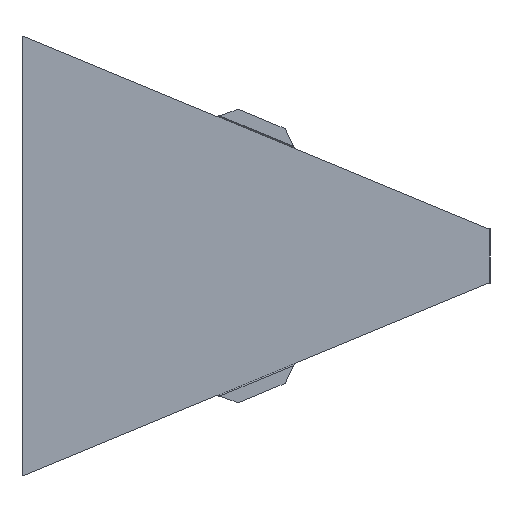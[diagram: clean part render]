
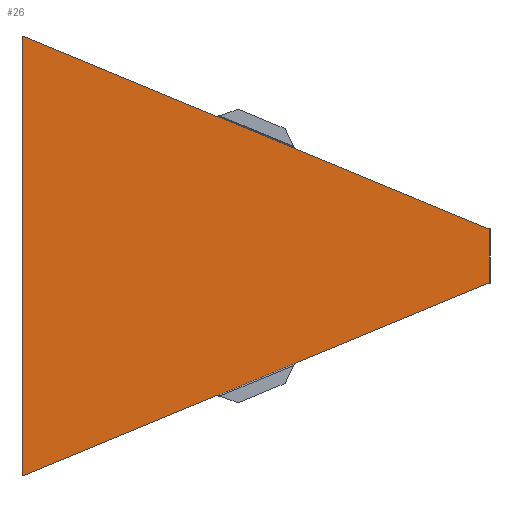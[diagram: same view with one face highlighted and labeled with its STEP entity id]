
A CAD part, front view. The second image highlights one B-rep face of the part: STEP entity #26.
In plain terms, the highlighted planar face has unit normal (0, -1, 0).
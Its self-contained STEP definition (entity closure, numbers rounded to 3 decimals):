
#3 = LINE ( 'NONE', #982, #46 ) ;
#4 = DIRECTION ( 'NONE',  ( 0., 1., 0. ) ) ;
#11 = DIRECTION ( 'NONE',  ( 0., 0., 1. ) ) ;
#15 = EDGE_CURVE ( 'NONE', #1288, #1439, #431, .T. ) ;
#26 = ADVANCED_FACE ( 'NONE', ( #716 ), #824, .F. ) ;
#46 = VECTOR ( 'NONE', #1134, 1000. ) ;
#69 = EDGE_CURVE ( 'NONE', #1580, #168, #678, .T. ) ;
#70 = EDGE_CURVE ( 'NONE', #781, #1288, #1660, .T. ) ;
#86 = LINE ( 'NONE', #339, #405 ) ;
#93 = CARTESIAN_POINT ( 'NONE',  ( 276.3, -0.7, 303.5 ) ) ;
#99 = ORIENTED_EDGE ( 'NONE', *, *, #15, .T. ) ;
#101 = EDGE_CURVE ( 'NONE', #1170, #1276, #591, .T. ) ;
#102 = CARTESIAN_POINT ( 'NONE',  ( 45.935, -0.7, -127.295 ) ) ;
#105 = ORIENTED_EDGE ( 'NONE', *, *, #1290, .F. ) ;
#110 = CARTESIAN_POINT ( 'NONE',  ( 275.3, -0.7, 32. ) ) ;
#111 = DIRECTION ( 'NONE',  ( 0., 0., -1. ) ) ;
#115 = CARTESIAN_POINT ( 'NONE',  ( 45.821, -0.7, -127.502 ) ) ;
#130 = VECTOR ( 'NONE', #111, 1000. ) ;
#139 = ORIENTED_EDGE ( 'NONE', *, *, #1157, .T. ) ;
#161 = LINE ( 'NONE', #93, #130 ) ;
#167 = VERTEX_POINT ( 'NONE', #1460 ) ;
#168 = VERTEX_POINT ( 'NONE', #670 ) ;
#209 = B_SPLINE_CURVE_WITH_KNOTS ( 'NONE', 3,
 ( #687, #634, #615, #693 ),
 .UNSPECIFIED., .F., .F.,
 ( 4, 4 ),
 ( 0.006, 0.006 ),
 .UNSPECIFIED. ) ;
#215 = CARTESIAN_POINT ( 'NONE',  ( 276.3, -0.7, 32. ) ) ;
#241 = CARTESIAN_POINT ( 'NONE',  ( 275.3, -0.7, -32. ) ) ;
#244 = EDGE_CURVE ( 'NONE', #781, #852, #344, .T. ) ;
#271 = CARTESIAN_POINT ( 'NONE',  ( -276.3, -0.7, 260.066 ) ) ;
#309 = CARTESIAN_POINT ( 'NONE',  ( 46.194, -0.7, -126.899 ) ) ;
#330 = CARTESIAN_POINT ( 'NONE',  ( 275.3, -0.7, 32. ) ) ;
#339 = CARTESIAN_POINT ( 'NONE',  ( 275.3, -0.7, -32. ) ) ;
#341 = EDGE_CURVE ( 'NONE', #1487, #1459, #209, .T. ) ;
#344 = B_SPLINE_CURVE_WITH_KNOTS ( 'NONE', 3,
 ( #309, #835, #102, #115 ),
 .UNSPECIFIED., .F., .F.,
 ( 4, 4 ),
 ( 0.006, 0.006 ),
 .UNSPECIFIED. ) ;
#371 = CARTESIAN_POINT ( 'NONE',  ( -275.3, -0.7, 260.066 ) ) ;
#374 = DIRECTION ( 'NONE',  ( 0.924, 0., 0.383 ) ) ;
#380 = VECTOR ( 'NONE', #1096, 1000. ) ;
#405 = VECTOR ( 'NONE', #374, 1000. ) ;
#431 = LINE ( 'NONE', #701, #766 ) ;
#446 = ORIENTED_EDGE ( 'NONE', *, *, #70, .T. ) ;
#454 = ORIENTED_EDGE ( 'NONE', *, *, #962, .T. ) ;
#462 = CARTESIAN_POINT ( 'NONE',  ( -275.3, -0.7, -260.066 ) ) ;
#525 = VECTOR ( 'NONE', #968, 1000. ) ;
#543 = VECTOR ( 'NONE', #816, 1000. ) ;
#545 = CARTESIAN_POINT ( 'NONE',  ( 45.821, -0.7, 127.502 ) ) ;
#559 = LINE ( 'NONE', #772, #1193 ) ;
#591 = LINE ( 'NONE', #371, #1268 ) ;
#615 = CARTESIAN_POINT ( 'NONE',  ( -45.731, -0.7, -165.264 ) ) ;
#633 = VECTOR ( 'NONE', #669, 1000. ) ;
#634 = CARTESIAN_POINT ( 'NONE',  ( -45.963, -0.7, -165.216 ) ) ;
#643 = EDGE_CURVE ( 'NONE', #1403, #1170, #1568, .T. ) ;
#669 = DIRECTION ( 'NONE',  ( 0.924, 0., 0.383 ) ) ;
#670 = CARTESIAN_POINT ( 'NONE',  ( 46.194, -0.7, 126.899 ) ) ;
#678 = LINE ( 'NONE', #1408, #1311 ) ;
#684 = CARTESIAN_POINT ( 'NONE',  ( -277., -0.7, 303.5 ) ) ;
#687 = CARTESIAN_POINT ( 'NONE',  ( -46.194, -0.7, -165.167 ) ) ;
#689 = B_SPLINE_CURVE_WITH_KNOTS ( 'NONE', 3,
 ( #1536, #1461, #1444, #545 ),
 .UNSPECIFIED., .F., .F.,
 ( 4, 4 ),
 ( 0.006, 0.006 ),
 .UNSPECIFIED. ) ;
#693 = CARTESIAN_POINT ( 'NONE',  ( -45.504, -0.7, -165.33 ) ) ;
#696 = VERTEX_POINT ( 'NONE', #952 ) ;
#697 = EDGE_LOOP ( 'NONE', ( #1160, #1510, #139, #1470, #1118, #791, #454, #105, #1435, #745, #1465, #1114, #446, #99, #1432, #1079 ) ) ;
#699 = B_SPLINE_CURVE_WITH_KNOTS ( 'NONE', 3,
 ( #1228, #742, #1411, #1383 ),
 .UNSPECIFIED., .F., .F.,
 ( 4, 4 ),
 ( 0.006, 0.006 ),
 .UNSPECIFIED. ) ;
#701 = CARTESIAN_POINT ( 'NONE',  ( 275.3, -0.7, -32. ) ) ;
#707 = CARTESIAN_POINT ( 'NONE',  ( 275.3, -0.7, -32. ) ) ;
#716 = FACE_OUTER_BOUND ( 'NONE', #697, .T. ) ;
#720 = DIRECTION ( 'NONE',  ( -0.924, 0., 0.383 ) ) ;
#742 = CARTESIAN_POINT ( 'NONE',  ( -45.963, -0.7, 165.216 ) ) ;
#745 = ORIENTED_EDGE ( 'NONE', *, *, #341, .T. ) ;
#749 = VERTEX_POINT ( 'NONE', #1195 ) ;
#766 = VECTOR ( 'NONE', #849, 1000. ) ;
#772 = CARTESIAN_POINT ( 'NONE',  ( -77.342, -0.7, -178.517 ) ) ;
#781 = VERTEX_POINT ( 'NONE', #1625 ) ;
#791 = ORIENTED_EDGE ( 'NONE', *, *, #101, .T. ) ;
#795 = EDGE_CURVE ( 'NONE', #1595, #1439, #161, .T. ) ;
#796 = DIRECTION ( 'NONE',  ( -1., 0., 0. ) ) ;
#816 = DIRECTION ( 'NONE',  ( -0.924, 0., 0.383 ) ) ;
#824 = PLANE ( 'NONE',  #843 ) ;
#833 = DIRECTION ( 'NONE',  ( 0.924, 0., 0.383 ) ) ;
#835 = CARTESIAN_POINT ( 'NONE',  ( 46.065, -0.7, -127.097 ) ) ;
#843 = AXIS2_PLACEMENT_3D ( 'NONE', #684, #4, #11 ) ;
#849 = DIRECTION ( 'NONE',  ( 1., 0., 0. ) ) ;
#852 = VERTEX_POINT ( 'NONE', #1139 ) ;
#857 = DIRECTION ( 'NONE',  ( 1., 0., 0. ) ) ;
#874 = LINE ( 'NONE', #896, #525 ) ;
#880 = EDGE_CURVE ( 'NONE', #1041, #1487, #86, .T. ) ;
#896 = CARTESIAN_POINT ( 'NONE',  ( -291.949, -0.7, 267.41 ) ) ;
#952 = CARTESIAN_POINT ( 'NONE',  ( -45.504, -0.7, 165.33 ) ) ;
#962 = EDGE_CURVE ( 'NONE', #1276, #749, #3, .T. ) ;
#964 = EDGE_CURVE ( 'NONE', #1580, #1595, #1376, .T. ) ;
#968 = DIRECTION ( 'NONE',  ( -0.924, 0., 0.383 ) ) ;
#982 = CARTESIAN_POINT ( 'NONE',  ( -276.3, -0.7, 303.5 ) ) ;
#989 = VECTOR ( 'NONE', #857, 1000. ) ;
#1006 = LINE ( 'NONE', #1089, #380 ) ;
#1041 = VERTEX_POINT ( 'NONE', #462 ) ;
#1079 = ORIENTED_EDGE ( 'NONE', *, *, #964, .F. ) ;
#1089 = CARTESIAN_POINT ( 'NONE',  ( -277., -0.7, -260.066 ) ) ;
#1096 = DIRECTION ( 'NONE',  ( -1., 0., 0. ) ) ;
#1114 = ORIENTED_EDGE ( 'NONE', *, *, #244, .F. ) ;
#1118 = ORIENTED_EDGE ( 'NONE', *, *, #643, .T. ) ;
#1124 = EDGE_CURVE ( 'NONE', #1459, #852, #559, .T. ) ;
#1134 = DIRECTION ( 'NONE',  ( 0., 0., -1. ) ) ;
#1139 = CARTESIAN_POINT ( 'NONE',  ( 45.821, -0.7, -127.502 ) ) ;
#1157 = EDGE_CURVE ( 'NONE', #167, #696, #874, .T. ) ;
#1160 = ORIENTED_EDGE ( 'NONE', *, *, #69, .T. ) ;
#1170 = VERTEX_POINT ( 'NONE', #1238 ) ;
#1179 = CARTESIAN_POINT ( 'NONE',  ( -46.194, -0.7, 165.167 ) ) ;
#1193 = VECTOR ( 'NONE', #833, 1000. ) ;
#1195 = CARTESIAN_POINT ( 'NONE',  ( -276.3, -0.7, -260.066 ) ) ;
#1228 = CARTESIAN_POINT ( 'NONE',  ( -46.194, -0.7, 165.167 ) ) ;
#1234 = EDGE_CURVE ( 'NONE', #1403, #696, #699, .T. ) ;
#1238 = CARTESIAN_POINT ( 'NONE',  ( -275.3, -0.7, 260.066 ) ) ;
#1268 = VECTOR ( 'NONE', #796, 1000. ) ;
#1276 = VERTEX_POINT ( 'NONE', #271 ) ;
#1283 = CARTESIAN_POINT ( 'NONE',  ( -45.504, -0.7, -165.33 ) ) ;
#1288 = VERTEX_POINT ( 'NONE', #241 ) ;
#1290 = EDGE_CURVE ( 'NONE', #1041, #749, #1006, .T. ) ;
#1311 = VECTOR ( 'NONE', #720, 1000. ) ;
#1337 = CARTESIAN_POINT ( 'NONE',  ( -46.194, -0.7, -165.167 ) ) ;
#1376 = LINE ( 'NONE', #1380, #989 ) ;
#1380 = CARTESIAN_POINT ( 'NONE',  ( -277., -0.7, 32. ) ) ;
#1383 = CARTESIAN_POINT ( 'NONE',  ( -45.504, -0.7, 165.33 ) ) ;
#1403 = VERTEX_POINT ( 'NONE', #1179 ) ;
#1408 = CARTESIAN_POINT ( 'NONE',  ( 275.3, -0.7, 32. ) ) ;
#1411 = CARTESIAN_POINT ( 'NONE',  ( -45.731, -0.7, 165.264 ) ) ;
#1432 = ORIENTED_EDGE ( 'NONE', *, *, #795, .F. ) ;
#1433 = CARTESIAN_POINT ( 'NONE',  ( 276.3, -0.7, -32. ) ) ;
#1435 = ORIENTED_EDGE ( 'NONE', *, *, #880, .T. ) ;
#1439 = VERTEX_POINT ( 'NONE', #1433 ) ;
#1444 = CARTESIAN_POINT ( 'NONE',  ( 45.935, -0.7, 127.295 ) ) ;
#1459 = VERTEX_POINT ( 'NONE', #1283 ) ;
#1460 = CARTESIAN_POINT ( 'NONE',  ( 45.821, -0.7, 127.502 ) ) ;
#1461 = CARTESIAN_POINT ( 'NONE',  ( 46.065, -0.7, 127.097 ) ) ;
#1465 = ORIENTED_EDGE ( 'NONE', *, *, #1124, .T. ) ;
#1470 = ORIENTED_EDGE ( 'NONE', *, *, #1234, .F. ) ;
#1480 = EDGE_CURVE ( 'NONE', #168, #167, #689, .T. ) ;
#1487 = VERTEX_POINT ( 'NONE', #1337 ) ;
#1510 = ORIENTED_EDGE ( 'NONE', *, *, #1480, .T. ) ;
#1536 = CARTESIAN_POINT ( 'NONE',  ( 46.194, -0.7, 126.899 ) ) ;
#1568 = LINE ( 'NONE', #330, #543 ) ;
#1580 = VERTEX_POINT ( 'NONE', #110 ) ;
#1595 = VERTEX_POINT ( 'NONE', #215 ) ;
#1625 = CARTESIAN_POINT ( 'NONE',  ( 46.194, -0.7, -126.899 ) ) ;
#1660 = LINE ( 'NONE', #707, #633 ) ;
